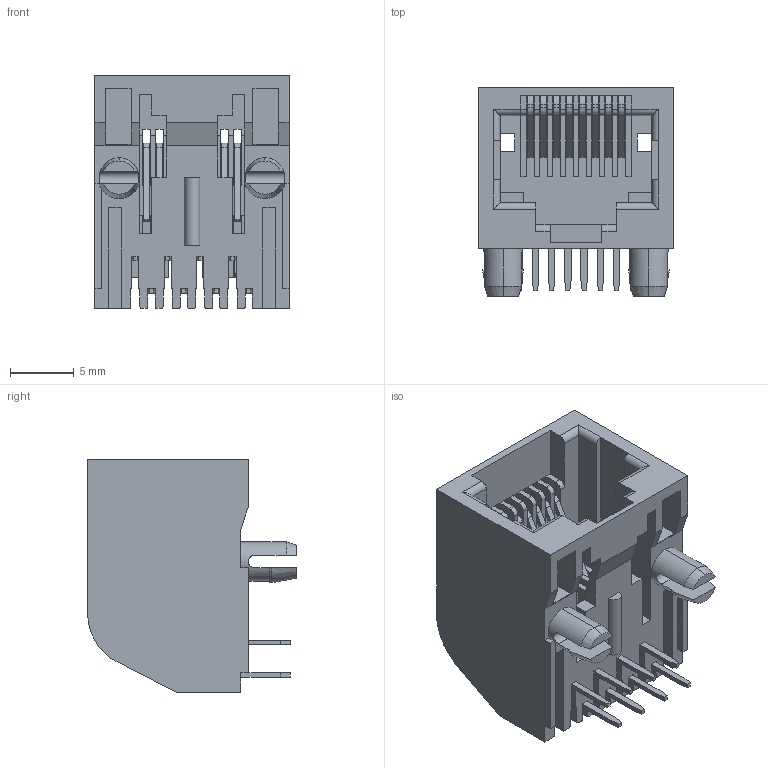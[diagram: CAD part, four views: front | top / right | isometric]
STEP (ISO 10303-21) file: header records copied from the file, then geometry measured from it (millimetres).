
FILE_DESCRIPTION (( 'STEP AP203' ), '1' );
FILE_NAME ('RJ79018822N00001.STEP', '2020-01-20T15:50:01', ( '' ), ( '' ), 'SwSTEP 2.0', 'SolidWorks 2016', '' );
FILE_SCHEMA (( 'CONFIG_CONTROL_DESIGN' ));
Length unit declared in the file: millimetre
Products named in the file (3): RJ79018822N00001; 79 Contacts; 79 Insulator
Assembly tree (2 placements, depth 2):
  RJ79018822N00001
    79 Insulator
    79 Contacts
Bounding box: 15.24 x 16.36 x 18.26 mm (x, y, z)
Volume: 1495.6 mm3; surface area: 3263.3 mm2
Topology: 9 solids, 9 shells, 574 faces, 1684 edges, 1106 vertices
Faces by surface type: plane 424, cylinder 144, cone 6
Entity records: 19257 total; most frequent: CARTESIAN_POINT 3441, ORIENTED_EDGE 3368, DIRECTION 3120, EDGE_CURVE 1684, VECTOR 1374, LINE 1374, VERTEX_POINT 1106, AXIS2_PLACEMENT_3D 873
